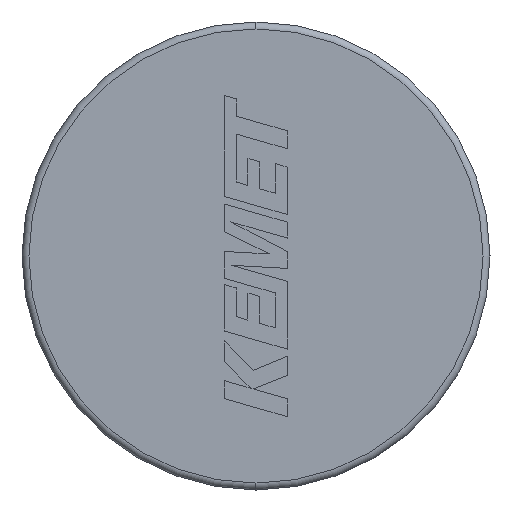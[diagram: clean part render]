
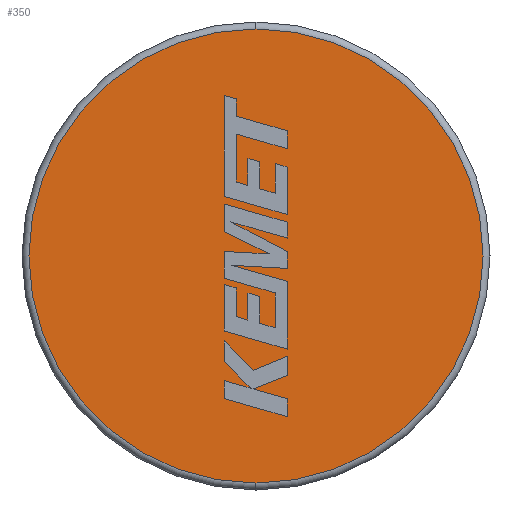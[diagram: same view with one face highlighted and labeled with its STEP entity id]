
A CAD part, left-side view. The second image highlights one B-rep face of the part: STEP entity #350.
In plain terms, the highlighted planar face has unit normal (-1, 0, 0).
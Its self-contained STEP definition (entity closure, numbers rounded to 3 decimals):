
#107 = DIRECTION ( 'NONE',  ( -1., 0., 0. ) ) ;
#119 = CARTESIAN_POINT ( 'NONE',  ( 0., 0., 0. ) ) ;
#294 = AXIS2_PLACEMENT_3D ( 'NONE', #2651, #2907, #1864 ) ;
#350 = ADVANCED_FACE ( 'NONE', ( #1661 ), #764, .F. ) ;
#376 = EDGE_CURVE ( 'NONE', #1484, #1636, #2207, .T. ) ;
#590 = CARTESIAN_POINT ( 'NONE',  ( 0., 0., 0. ) ) ;
#764 = PLANE ( 'NONE',  #294 ) ;
#829 = DIRECTION ( 'NONE',  ( -1., 0., 0. ) ) ;
#1095 = DIRECTION ( 'NONE',  ( 0., 0., -1. ) ) ;
#1127 = DIRECTION ( 'NONE',  ( 0., 0., -1. ) ) ;
#1188 = EDGE_CURVE ( 'NONE', #1636, #1484, #2043, .T. ) ;
#1218 = EDGE_LOOP ( 'NONE', ( #3377, #1236 ) ) ;
#1224 = CARTESIAN_POINT ( 'NONE',  ( 0., 0., 6.55 ) ) ;
#1236 = ORIENTED_EDGE ( 'NONE', *, *, #376, .T. ) ;
#1404 = CARTESIAN_POINT ( 'NONE',  ( 0., 0., -6.55 ) ) ;
#1484 = VERTEX_POINT ( 'NONE', #1224 ) ;
#1636 = VERTEX_POINT ( 'NONE', #1404 ) ;
#1661 = FACE_OUTER_BOUND ( 'NONE', #1218, .T. ) ;
#1864 = DIRECTION ( 'NONE',  ( 0., 0., -1. ) ) ;
#2043 = CIRCLE ( 'NONE', #3080, 6.55 ) ;
#2207 = CIRCLE ( 'NONE', #2937, 6.55 ) ;
#2651 = CARTESIAN_POINT ( 'NONE',  ( 0., 0., 0. ) ) ;
#2907 = DIRECTION ( 'NONE',  ( 1., 0., 0. ) ) ;
#2937 = AXIS2_PLACEMENT_3D ( 'NONE', #590, #829, #1127 ) ;
#3080 = AXIS2_PLACEMENT_3D ( 'NONE', #119, #107, #1095 ) ;
#3377 = ORIENTED_EDGE ( 'NONE', *, *, #1188, .T. ) ;
